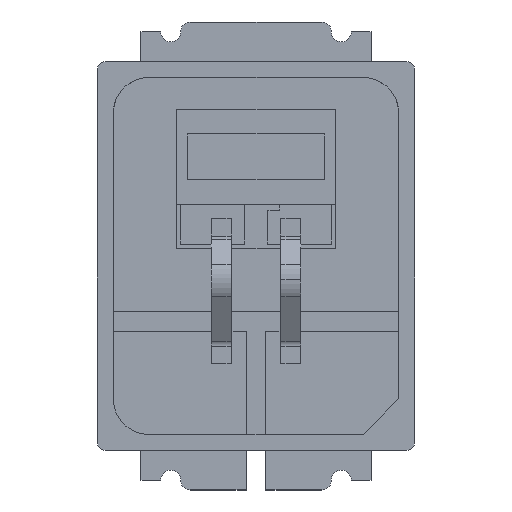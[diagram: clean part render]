
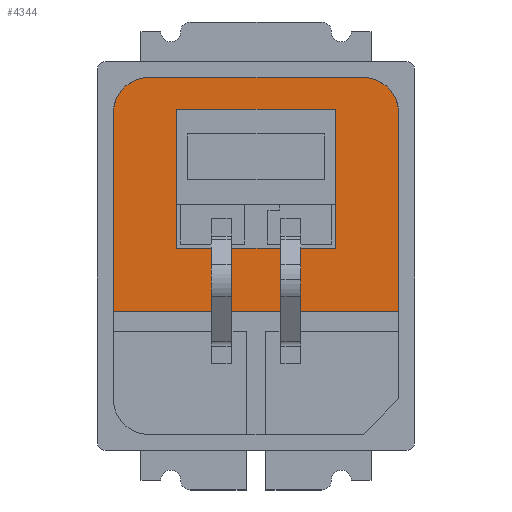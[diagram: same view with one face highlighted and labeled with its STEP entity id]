
A CAD part, top view. The second image highlights one B-rep face of the part: STEP entity #4344.
In plain terms, the highlighted planar face has unit normal (0, 0, 1).
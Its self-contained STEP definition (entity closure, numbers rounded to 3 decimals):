
#57 = CARTESIAN_POINT ( 'NONE',  ( -1.65, -3.9, -0.77 ) ) ;
#111 = DIRECTION ( 'NONE',  ( 0., 0., 1. ) ) ;
#120 = LINE ( 'NONE', #3103, #2919 ) ;
#180 = EDGE_CURVE ( 'NONE', #2991, #1455, #2528, .T. ) ;
#597 = DIRECTION ( 'NONE',  ( 0., -1., 0. ) ) ;
#616 = CARTESIAN_POINT ( 'NONE',  ( 3.6, 1.1, -0.77 ) ) ;
#694 = CARTESIAN_POINT ( 'NONE',  ( 2.7, 1.1, -0.77 ) ) ;
#826 = ORIENTED_EDGE ( 'NONE', *, *, #180, .T. ) ;
#835 = DIRECTION ( 'NONE',  ( 1., 0., 0. ) ) ;
#847 = CIRCLE ( 'NONE', #3272, 0.9 ) ;
#935 = ORIENTED_EDGE ( 'NONE', *, *, #4284, .F. ) ;
#1112 = CARTESIAN_POINT ( 'NONE',  ( 2.7, 2., -0.77 ) ) ;
#1281 = VECTOR ( 'NONE', #2744, 1000. ) ;
#1391 = CARTESIAN_POINT ( 'NONE',  ( -1.65, 3.15, -0.77 ) ) ;
#1427 = ORIENTED_EDGE ( 'NONE', *, *, #3053, .F. ) ;
#1455 = VERTEX_POINT ( 'NONE', #1496 ) ;
#1458 = DIRECTION ( 'NONE',  ( -1., 0., 0. ) ) ;
#1490 = ORIENTED_EDGE ( 'NONE', *, *, #4089, .F. ) ;
#1496 = CARTESIAN_POINT ( 'NONE',  ( -3.6, 1.1, -0.77 ) ) ;
#1614 = CARTESIAN_POINT ( 'NONE',  ( -2.7, 1.1, -0.77 ) ) ;
#1626 = LINE ( 'NONE', #57, #3292 ) ;
#1833 = DIRECTION ( 'NONE',  ( 0., 0., 1. ) ) ;
#2281 = LINE ( 'NONE', #2795, #1281 ) ;
#2422 = ORIENTED_EDGE ( 'NONE', *, *, #4606, .F. ) ;
#2528 = CIRCLE ( 'NONE', #3357, 0.9 ) ;
#2534 = DIRECTION ( 'NONE',  ( -1., 0., 0. ) ) ;
#2566 = LINE ( 'NONE', #616, #4630 ) ;
#2707 = ORIENTED_EDGE ( 'NONE', *, *, #4417, .T. ) ;
#2744 = DIRECTION ( 'NONE',  ( 0., 1., 0. ) ) ;
#2795 = CARTESIAN_POINT ( 'NONE',  ( -3.6, 1.1, -0.77 ) ) ;
#2885 = PLANE ( 'NONE',  #4698 ) ;
#2919 = VECTOR ( 'NONE', #835, 1000. ) ;
#2991 = VERTEX_POINT ( 'NONE', #4301 ) ;
#3053 = EDGE_CURVE ( 'NONE', #3719, #1455, #2281, .T. ) ;
#3103 = CARTESIAN_POINT ( 'NONE',  ( 2.7, 2., -0.77 ) ) ;
#3106 = FACE_OUTER_BOUND ( 'NONE', #4087, .T. ) ;
#3121 = CARTESIAN_POINT ( 'NONE',  ( 3.6, -3.9, -0.77 ) ) ;
#3233 = VERTEX_POINT ( 'NONE', #1112 ) ;
#3272 = AXIS2_PLACEMENT_3D ( 'NONE', #694, #1833, #1458 ) ;
#3292 = VECTOR ( 'NONE', #3511, 1000. ) ;
#3357 = AXIS2_PLACEMENT_3D ( 'NONE', #1614, #111, #3527 ) ;
#3511 = DIRECTION ( 'NONE',  ( -1., 0., 0. ) ) ;
#3527 = DIRECTION ( 'NONE',  ( -1., 0., 0. ) ) ;
#3638 = CARTESIAN_POINT ( 'NONE',  ( -3.6, -3.9, -0.77 ) ) ;
#3719 = VERTEX_POINT ( 'NONE', #3638 ) ;
#4055 = DIRECTION ( 'NONE',  ( 0., 0., -1. ) ) ;
#4087 = EDGE_LOOP ( 'NONE', ( #1490, #935, #2707, #2422, #826, #1427 ) ) ;
#4089 = EDGE_CURVE ( 'NONE', #4703, #3719, #1626, .T. ) ;
#4284 = EDGE_CURVE ( 'NONE', #4897, #4703, #2566, .T. ) ;
#4301 = CARTESIAN_POINT ( 'NONE',  ( -2.7, 2., -0.77 ) ) ;
#4344 = ADVANCED_FACE ( 'NONE', ( #3106 ), #2885, .F. ) ;
#4417 = EDGE_CURVE ( 'NONE', #4897, #3233, #847, .T. ) ;
#4606 = EDGE_CURVE ( 'NONE', #2991, #3233, #120, .T. ) ;
#4630 = VECTOR ( 'NONE', #597, 1000. ) ;
#4634 = CARTESIAN_POINT ( 'NONE',  ( 3.6, 1.1, -0.77 ) ) ;
#4698 = AXIS2_PLACEMENT_3D ( 'NONE', #1391, #4055, #2534 ) ;
#4703 = VERTEX_POINT ( 'NONE', #3121 ) ;
#4897 = VERTEX_POINT ( 'NONE', #4634 ) ;
